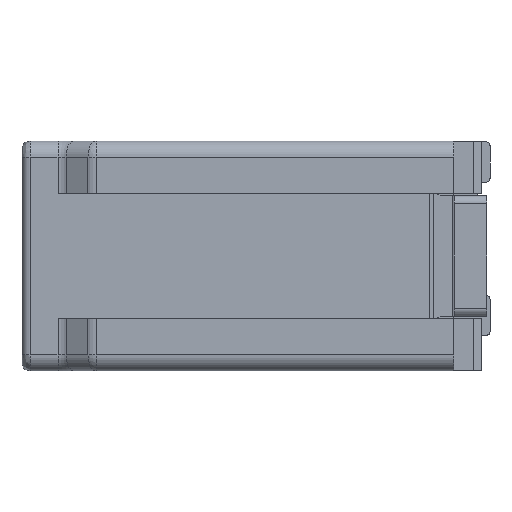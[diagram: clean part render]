
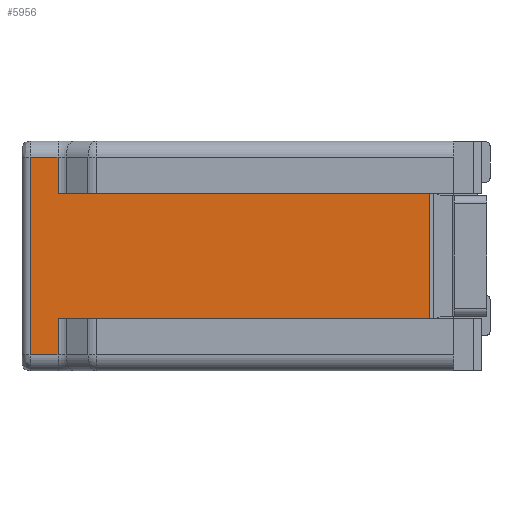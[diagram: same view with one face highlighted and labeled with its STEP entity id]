
A CAD part, left-side view. The second image highlights one B-rep face of the part: STEP entity #5956.
In plain terms, the highlighted planar face has unit normal (-1, 0, 0).
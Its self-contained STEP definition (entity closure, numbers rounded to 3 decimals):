
#387=DIRECTION('',(0.,0.,-1.));
#388=VECTOR('',#387,1.55);
#389=CARTESIAN_POINT('',(-2.75,-1.25,0.56));
#390=LINE('',#389,#388);
#391=DIRECTION('',(0.,0.,-1.));
#392=VECTOR('',#391,0.45);
#393=CARTESIAN_POINT('',(-2.75,3.354,-0.99));
#394=LINE('',#393,#392);
#395=DIRECTION('',(0.,-1.,0.));
#396=VECTOR('',#395,0.346);
#397=CARTESIAN_POINT('',(-2.75,3.7,-1.44));
#398=LINE('',#397,#396);
#399=DIRECTION('',(0.,0.,-1.));
#400=VECTOR('',#399,2.45);
#401=CARTESIAN_POINT('',(-2.75,3.7,1.01));
#402=LINE('',#401,#400);
#403=DIRECTION('',(0.,1.,0.));
#404=VECTOR('',#403,0.346);
#405=CARTESIAN_POINT('',(-2.75,3.354,1.01));
#406=LINE('',#405,#404);
#407=DIRECTION('',(0.,0.,-1.));
#408=VECTOR('',#407,0.45);
#409=CARTESIAN_POINT('',(-2.75,3.354,1.01));
#410=LINE('',#409,#408);
#443=DIRECTION('',(0.,1.,0.));
#444=VECTOR('',#443,4.604);
#445=CARTESIAN_POINT('',(-2.75,-1.25,0.56));
#446=LINE('',#445,#444);
#3551=DIRECTION('',(0.,-1.,0.));
#3552=VECTOR('',#3551,4.604);
#3553=CARTESIAN_POINT('',(-2.75,3.354,-0.99));
#3554=LINE('',#3553,#3552);
#4702=CARTESIAN_POINT('',(-2.75,3.354,-0.99));
#4703=CARTESIAN_POINT('',(-2.75,3.354,-1.44));
#4704=VERTEX_POINT('',#4702);
#4705=VERTEX_POINT('',#4703);
#4710=CARTESIAN_POINT('',(-2.75,3.354,1.01));
#4711=CARTESIAN_POINT('',(-2.75,3.354,0.56));
#4712=VERTEX_POINT('',#4710);
#4713=VERTEX_POINT('',#4711);
#4724=CARTESIAN_POINT('',(-2.75,-1.25,-0.99));
#4725=VERTEX_POINT('',#4724);
#4726=CARTESIAN_POINT('',(-2.75,-1.25,0.56));
#4727=VERTEX_POINT('',#4726);
#5227=CARTESIAN_POINT('',(-2.75,3.7,1.01));
#5228=CARTESIAN_POINT('',(-2.75,3.7,-1.44));
#5229=VERTEX_POINT('',#5227);
#5230=VERTEX_POINT('',#5228);
#5935=CARTESIAN_POINT('',(-2.75,-0.55,1.21));
#5936=DIRECTION('',(-1.,0.,0.));
#5937=DIRECTION('',(0.,0.,-1.));
#5938=AXIS2_PLACEMENT_3D('',#5935,#5936,#5937);
#5939=PLANE('',#5938);
#5941=ORIENTED_EDGE('',*,*,#5940,.T.);
#5943=ORIENTED_EDGE('',*,*,#5942,.F.);
#5944=ORIENTED_EDGE('',*,*,#5928,.T.);
#5945=ORIENTED_EDGE('',*,*,#5857,.F.);
#5947=ORIENTED_EDGE('',*,*,#5946,.F.);
#5949=ORIENTED_EDGE('',*,*,#5948,.F.);
#5951=ORIENTED_EDGE('',*,*,#5950,.T.);
#5953=ORIENTED_EDGE('',*,*,#5952,.F.);
#5954=EDGE_LOOP('',(#5941,#5943,#5944,#5945,#5947,#5949,#5951,#5953));
#5955=FACE_OUTER_BOUND('',#5954,.F.);
#5956=ADVANCED_FACE('',(#5955),#5939,.T.);
#5857=EDGE_CURVE('',#5230,#4705,#398,.T.);
#5928=EDGE_CURVE('',#4704,#4705,#394,.T.);
#5940=EDGE_CURVE('',#4727,#4725,#390,.T.);
#5942=EDGE_CURVE('',#4704,#4725,#3554,.T.);
#5946=EDGE_CURVE('',#5229,#5230,#402,.T.);
#5948=EDGE_CURVE('',#4712,#5229,#406,.T.);
#5950=EDGE_CURVE('',#4712,#4713,#410,.T.);
#5952=EDGE_CURVE('',#4727,#4713,#446,.T.);
